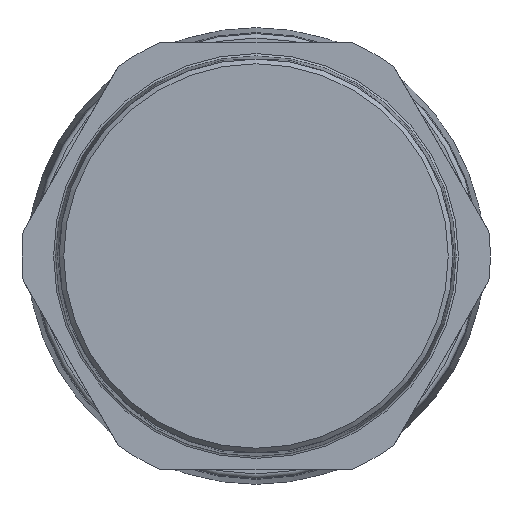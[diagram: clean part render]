
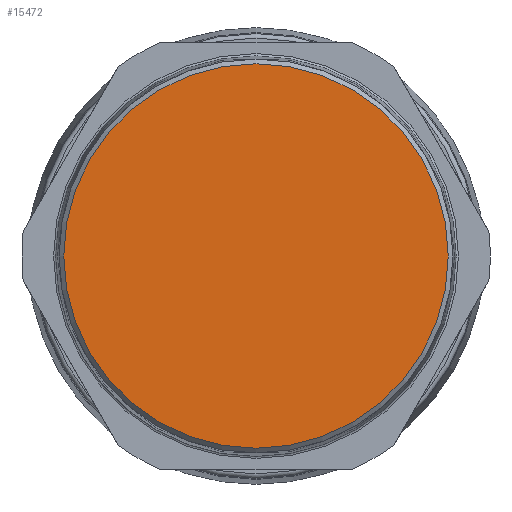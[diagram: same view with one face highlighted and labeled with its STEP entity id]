
A CAD part, left-side view. The second image highlights one B-rep face of the part: STEP entity #15472.
In plain terms, the highlighted planar face has unit normal (-1, 0, 0).
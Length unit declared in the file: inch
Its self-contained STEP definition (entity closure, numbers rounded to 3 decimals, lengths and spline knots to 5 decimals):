
#1431=PLANE('',#17217);
#2234=FACE_OUTER_BOUND('',#3059,.T.);
#3059=EDGE_LOOP('',(#13549));
#3984=CIRCLE('',#17218,1.68106);
#6725=VERTEX_POINT('',#31701);
#9009=EDGE_CURVE('',#6725,#6725,#3984,.T.);
#13549=ORIENTED_EDGE('',*,*,#9009,.F.);
#15472=ADVANCED_FACE('',(#2234),#1431,.T.);
#17217=AXIS2_PLACEMENT_3D('',#31700,#21260,#21261);
#17218=AXIS2_PLACEMENT_3D('',#31702,#21262,#21263);
#21260=DIRECTION('center_axis',(-1.,0.,0.));
#21261=DIRECTION('ref_axis',(0.,0.,
-1.));
#21262=DIRECTION('center_axis',(1.,0.,0.));
#21263=DIRECTION('ref_axis',(0.,1.,0.));
#31700=CARTESIAN_POINT('Origin',(-3.80118,-1.72043,0.));
#31701=CARTESIAN_POINT('',(-3.80118,-1.68106,0.));
#31702=CARTESIAN_POINT('Origin',(-3.80118,0.,
0.));
